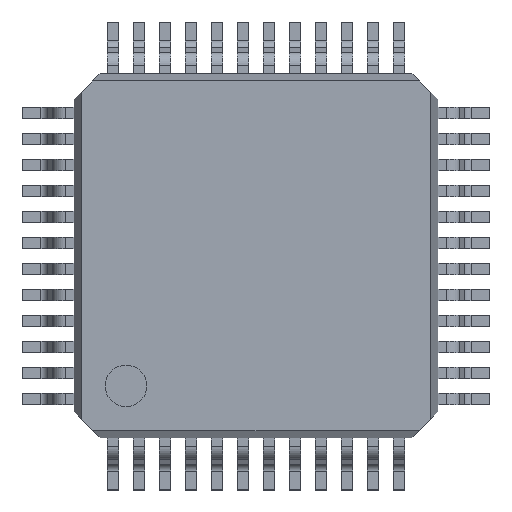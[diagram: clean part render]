
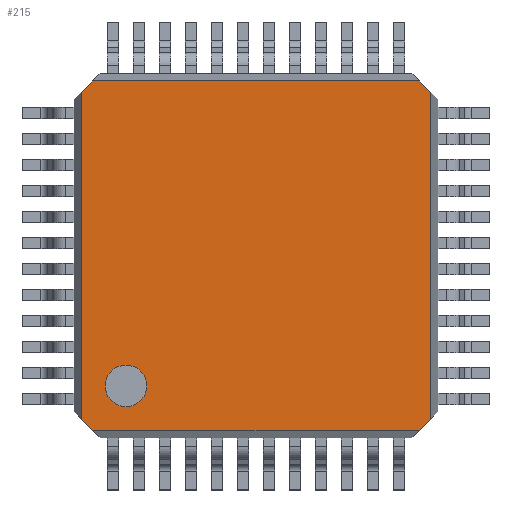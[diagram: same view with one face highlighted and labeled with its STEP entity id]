
A CAD part, top view. The second image highlights one B-rep face of the part: STEP entity #215.
In plain terms, the highlighted planar face has unit normal (0, 0, 1).
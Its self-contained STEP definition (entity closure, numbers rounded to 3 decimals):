
#4 = CARTESIAN_POINT ( 'NONE',  ( -3.5, -3.364, 1.4 ) ) ;
#15 = CARTESIAN_POINT ( 'NONE',  ( 3.364, -3.136, 1.4 ) ) ;
#85 = CARTESIAN_POINT ( 'NONE',  ( -2.9, -2.5, 1.4 ) ) ;
#189 = VECTOR ( 'NONE', #1173, 1000. ) ;
#203 = DIRECTION ( 'NONE',  ( 0.707, -0.707, 0. ) ) ;
#211 = EDGE_CURVE ( 'NONE', #2130, #687, #807, .T. ) ;
#212 = CARTESIAN_POINT ( 'NONE',  ( -3.136, -3.364, 1.4 ) ) ;
#215 = ADVANCED_FACE ( 'NONE', ( #2443, #731 ), #2757, .F. ) ;
#242 = CARTESIAN_POINT ( 'NONE',  ( 3.136, 3.364, 1.4 ) ) ;
#290 = DIRECTION ( 'NONE',  ( -1., 0., 0. ) ) ;
#297 = LINE ( 'NONE', #1554, #896 ) ;
#339 = CARTESIAN_POINT ( 'NONE',  ( -3.364, -3.136, 1.4 ) ) ;
#352 = DIRECTION ( 'NONE',  ( 0.707, 0.707, 0. ) ) ;
#386 = VERTEX_POINT ( 'NONE', #339 ) ;
#397 = DIRECTION ( 'NONE',  ( 0., 1., 0. ) ) ;
#465 = CARTESIAN_POINT ( 'NONE',  ( -3.136, -3.364, 1.4 ) ) ;
#499 = AXIS2_PLACEMENT_3D ( 'NONE', #1132, #2446, #2679 ) ;
#538 = EDGE_LOOP ( 'NONE', ( #2628, #1724 ) ) ;
#540 = DIRECTION ( 'NONE',  ( 0., -1., 0. ) ) ;
#559 = VECTOR ( 'NONE', #1813, 1000. ) ;
#573 = ORIENTED_EDGE ( 'NONE', *, *, #673, .F. ) ;
#660 = ORIENTED_EDGE ( 'NONE', *, *, #211, .T. ) ;
#673 = EDGE_CURVE ( 'NONE', #2130, #386, #977, .T. ) ;
#687 = VERTEX_POINT ( 'NONE', #1567 ) ;
#725 = CIRCLE ( 'NONE', #499, 0.4 ) ;
#731 = FACE_BOUND ( 'NONE', #538, .T. ) ;
#735 = VERTEX_POINT ( 'NONE', #1464 ) ;
#736 = CARTESIAN_POINT ( 'NONE',  ( -2.1, -2.5, 1.4 ) ) ;
#739 = DIRECTION ( 'NONE',  ( 1., 0., 0. ) ) ;
#772 = ORIENTED_EDGE ( 'NONE', *, *, #1375, .T. ) ;
#781 = CARTESIAN_POINT ( 'NONE',  ( -3.364, 3.5, 1.4 ) ) ;
#789 = LINE ( 'NONE', #2512, #189 ) ;
#807 = LINE ( 'NONE', #4, #2586 ) ;
#867 = VECTOR ( 'NONE', #397, 1000. ) ;
#896 = VECTOR ( 'NONE', #203, 1000. ) ;
#908 = EDGE_CURVE ( 'NONE', #1043, #386, #1367, .T. ) ;
#910 = DIRECTION ( 'NONE',  ( -0.707, 0.707, 0. ) ) ;
#950 = CARTESIAN_POINT ( 'NONE',  ( -3.364, 3.136, 1.4 ) ) ;
#977 = LINE ( 'NONE', #465, #1122 ) ;
#992 = CARTESIAN_POINT ( 'NONE',  ( -2.5, -2.5, 1.4 ) ) ;
#1027 = VERTEX_POINT ( 'NONE', #242 ) ;
#1043 = VERTEX_POINT ( 'NONE', #950 ) ;
#1122 = VECTOR ( 'NONE', #910, 1000. ) ;
#1132 = CARTESIAN_POINT ( 'NONE',  ( -2.5, -2.5, 1.4 ) ) ;
#1160 = EDGE_LOOP ( 'NONE', ( #772, #1588, #2309, #2364, #1790, #573, #660, #1483 ) ) ;
#1173 = DIRECTION ( 'NONE',  ( -1., 0., 0. ) ) ;
#1222 = DIRECTION ( 'NONE',  ( 1., 0., 0. ) ) ;
#1278 = EDGE_CURVE ( 'NONE', #1043, #1323, #2410, .T. ) ;
#1323 = VERTEX_POINT ( 'NONE', #2829 ) ;
#1367 = LINE ( 'NONE', #781, #2475 ) ;
#1375 = EDGE_CURVE ( 'NONE', #2536, #735, #2727, .T. ) ;
#1464 = CARTESIAN_POINT ( 'NONE',  ( 3.364, 3.136, 1.4 ) ) ;
#1483 = ORIENTED_EDGE ( 'NONE', *, *, #2310, .F. ) ;
#1517 = CARTESIAN_POINT ( 'NONE',  ( 3.364, 3.5, 1.4 ) ) ;
#1554 = CARTESIAN_POINT ( 'NONE',  ( 3.136, 3.364, 1.4 ) ) ;
#1567 = CARTESIAN_POINT ( 'NONE',  ( 3.136, -3.364, 1.4 ) ) ;
#1588 = ORIENTED_EDGE ( 'NONE', *, *, #2002, .F. ) ;
#1643 = DIRECTION ( 'NONE',  ( 0., 0., -1. ) ) ;
#1659 = EDGE_CURVE ( 'NONE', #2814, #1794, #725, .T. ) ;
#1724 = ORIENTED_EDGE ( 'NONE', *, *, #1659, .F. ) ;
#1790 = ORIENTED_EDGE ( 'NONE', *, *, #908, .T. ) ;
#1794 = VERTEX_POINT ( 'NONE', #736 ) ;
#1813 = DIRECTION ( 'NONE',  ( -0.707, -0.707, 0. ) ) ;
#2002 = EDGE_CURVE ( 'NONE', #1027, #735, #297, .T. ) ;
#2039 = AXIS2_PLACEMENT_3D ( 'NONE', #2299, #1643, #290 ) ;
#2130 = VERTEX_POINT ( 'NONE', #212 ) ;
#2200 = VECTOR ( 'NONE', #352, 1000. ) ;
#2222 = CIRCLE ( 'NONE', #2859, 0.4 ) ;
#2276 = CARTESIAN_POINT ( 'NONE',  ( 3.364, -3.136, 1.4 ) ) ;
#2299 = CARTESIAN_POINT ( 'NONE',  ( -21.284, 0., 1.4 ) ) ;
#2309 = ORIENTED_EDGE ( 'NONE', *, *, #2616, .T. ) ;
#2310 = EDGE_CURVE ( 'NONE', #2536, #687, #2328, .T. ) ;
#2328 = LINE ( 'NONE', #15, #559 ) ;
#2352 = CARTESIAN_POINT ( 'NONE',  ( -3.364, 3.136, 1.4 ) ) ;
#2364 = ORIENTED_EDGE ( 'NONE', *, *, #1278, .F. ) ;
#2410 = LINE ( 'NONE', #2352, #2200 ) ;
#2443 = FACE_OUTER_BOUND ( 'NONE', #1160, .T. ) ;
#2446 = DIRECTION ( 'NONE',  ( 0., 0., 1. ) ) ;
#2475 = VECTOR ( 'NONE', #540, 1000. ) ;
#2512 = CARTESIAN_POINT ( 'NONE',  ( -3.5, 3.364, 1.4 ) ) ;
#2536 = VERTEX_POINT ( 'NONE', #2276 ) ;
#2555 = DIRECTION ( 'NONE',  ( 0., 0., 1. ) ) ;
#2586 = VECTOR ( 'NONE', #739, 1000. ) ;
#2616 = EDGE_CURVE ( 'NONE', #1027, #1323, #789, .T. ) ;
#2628 = ORIENTED_EDGE ( 'NONE', *, *, #2834, .F. ) ;
#2679 = DIRECTION ( 'NONE',  ( 1., 0., 0. ) ) ;
#2727 = LINE ( 'NONE', #1517, #867 ) ;
#2757 = PLANE ( 'NONE',  #2039 ) ;
#2814 = VERTEX_POINT ( 'NONE', #85 ) ;
#2829 = CARTESIAN_POINT ( 'NONE',  ( -3.136, 3.364, 1.4 ) ) ;
#2834 = EDGE_CURVE ( 'NONE', #1794, #2814, #2222, .T. ) ;
#2859 = AXIS2_PLACEMENT_3D ( 'NONE', #992, #2555, #1222 ) ;
